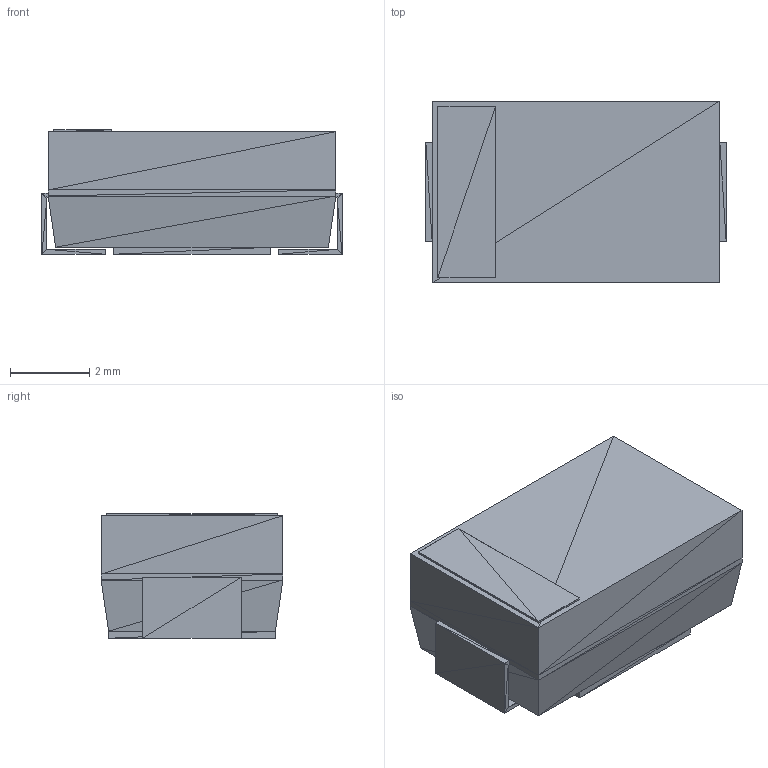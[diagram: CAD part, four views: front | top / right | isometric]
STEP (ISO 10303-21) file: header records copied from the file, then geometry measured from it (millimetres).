
FILE_DESCRIPTION(('STEP AP214'),'1');
FILE_NAME('7343-31','2017-07-30T02:04:41',(''),(''),'','','');
FILE_SCHEMA(('AUTOMOTIVE_DESIGN'));
Length unit declared in the file: millimetre
Products named in the file (1): product
Bounding box: 7.59 x 4.6 x 3.15 mm (x, y, z)
Surface area: 180.4 mm2 (no closed solid volume)
Topology: 0 solids, 108 shells, 108 faces, 324 edges, 324 vertices
Faces by surface type: plane 108
Entity records: 3623 total; most frequent: CARTESIAN_POINT 757, DIRECTION 542, ORIENTED_EDGE 324, EDGE_CURVE 324, VERTEX_POINT 324, LINE 324, VECTOR 324, AXIS2_PLACEMENT_3D 109
